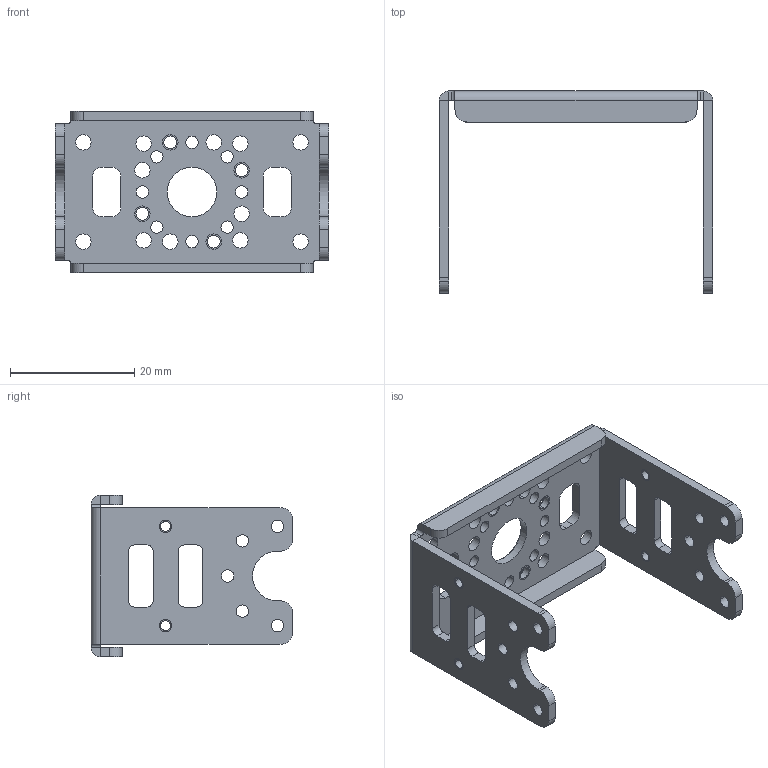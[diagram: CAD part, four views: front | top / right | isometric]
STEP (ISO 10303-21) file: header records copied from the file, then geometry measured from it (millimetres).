
FILE_DESCRIPTION((''),'2;1');
FILE_NAME('FR07_H_01','2010-02-02T',('JANG WOOK'),(''),'PRO/ENGINEER BY PARAMETRIC TECHNOLOGY CORPORATION, 2009060','PRO/ENGINEER BY PARAMETRIC TECHNOLOGY CORPORATION, 2009060','');
FILE_SCHEMA(('CONFIG_CONTROL_DESIGN'));
Length unit declared in the file: millimetre
Products named in the file (1): FR07_H_01
Bounding box: 44 x 32.5 x 26 mm (x, y, z)
Volume: 3311.9 mm3; surface area: 5558.3 mm2
Topology: 1 solids, 9 shells, 222 faces, 614 edges, 394 vertices
Faces by surface type: cylinder 144, plane 64, cone 14
Entity records: 7373 total; most frequent: DIRECTION 1362, CARTESIAN_POINT 1231, ORIENTED_EDGE 1196, EDGE_CURVE 614, AXIS2_PLACEMENT_3D 525, VERTEX_POINT 394, VECTOR 312, LINE 312
